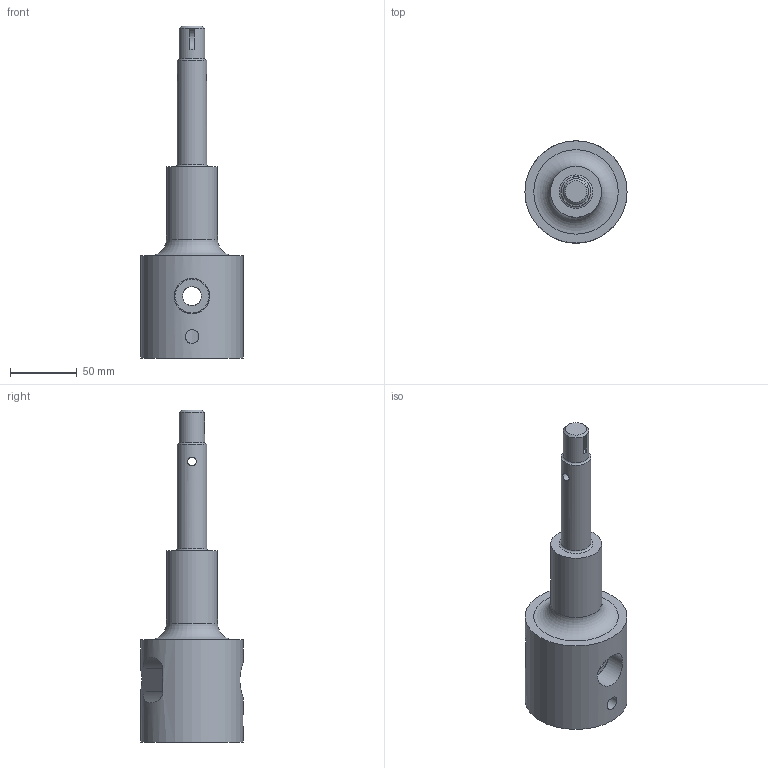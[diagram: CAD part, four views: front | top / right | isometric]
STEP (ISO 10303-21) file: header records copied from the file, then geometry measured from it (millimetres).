
FILE_DESCRIPTION(/* description */ (''),/* implementation_level */ '2;1');
FILE_NAME(/* name */ 'EXTENSION PIECE.stp',/* time_stamp */ '2024-01-30T10:27:50+06:00',/* author */ (''),/* organization */ (''),/* preprocessor_version */ 'ST-DEVELOPER v16.7',/* originating_system */ 'SIEMENS PLM Software NX 12.0',/* authorisation */ '');
FILE_SCHEMA (('AUTOMOTIVE_DESIGN { 1 0 10303 214 3 1 1 1 }'));
Length unit declared in the file: millimetre
Products named in the file (1): 31-10-23
Bounding box: 76.25 x 76.25 x 247.8 mm (x, y, z)
Volume: 387865.4 mm3; surface area: 52323.4 mm2
Topology: 1 solids, 1 shells, 37 faces, 71 edges, 46 vertices
Faces by surface type: cylinder 18, plane 14, torus 3, cone 2
Full cylindrical faces by diameter (mm): 6.5 x1, 8.2 x1, 10.25 x1, 14.2 x1, 19 x1, 22.2 x1, 25.4 x1, 26.5 x1, 31 x1, 38.1 x1, 41.3 x1, 43.3 x1, 76.25 x1
Entity records: 1128 total; most frequent: CARTESIAN_POINT 427, DIRECTION 138, ORIENTED_EDGE 98, EDGE_LOOP 74, FACE_BOUND 64, AXIS2_PLACEMENT_3D 64, EDGE_CURVE 49, VERTEX_POINT 43
